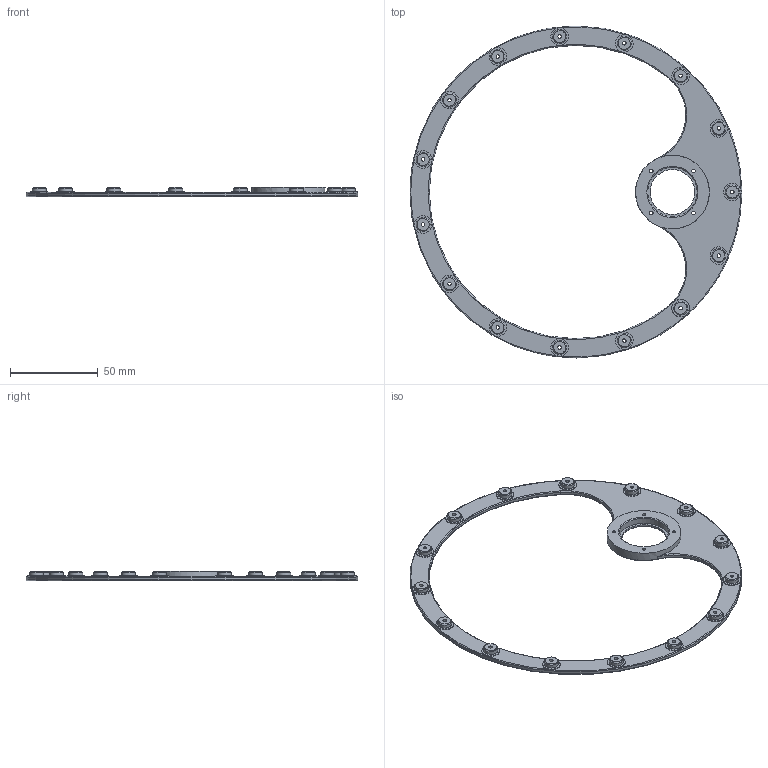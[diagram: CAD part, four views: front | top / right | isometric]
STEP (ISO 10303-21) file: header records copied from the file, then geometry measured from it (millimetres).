
FILE_DESCRIPTION(/* description */ (''),/* implementation_level */ '2;1');
FILE_NAME(/* name */ 'InnerRoller.stp',/* time_stamp */ '2020-06-09T15:07:22+02:00',/* author */ ('jguck'),/* organization */ (''),/* preprocessor_version */ 'ST-DEVELOPER v17',/* originating_system */ 'Autodesk Inventor 2019',/* authorisation */ '');
FILE_SCHEMA (('AUTOMOTIVE_DESIGN { 1 0 10303 214 3 1 1 }'));
Length unit declared in the file: millimetre
Products named in the file (1): hub
Bounding box: 189 x 189 x 5.5 mm (x, y, z)
Volume: 24799.7 mm3; surface area: 21988.1 mm2
Topology: 1 solids, 1 shells, 258 faces, 620 edges, 398 vertices
Faces by surface type: plane 176, cylinder 56, cone 16, torus 10
Full cylindrical faces by diameter (mm): 2.02 x19, 7.9 x15, 10 x15, 25.5 x1, 28.1 x1, 42 x1, 189 x1
Entity records: 7612 total; most frequent: DIRECTION 1339, CARTESIAN_POINT 1291, ORIENTED_EDGE 1240, EDGE_CURVE 620, AXIS2_PLACEMENT_3D 462, LINE 415, VECTOR 415, VERTEX_POINT 398
